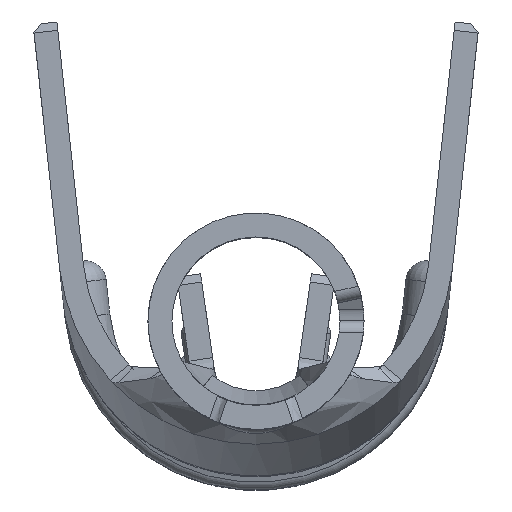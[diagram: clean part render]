
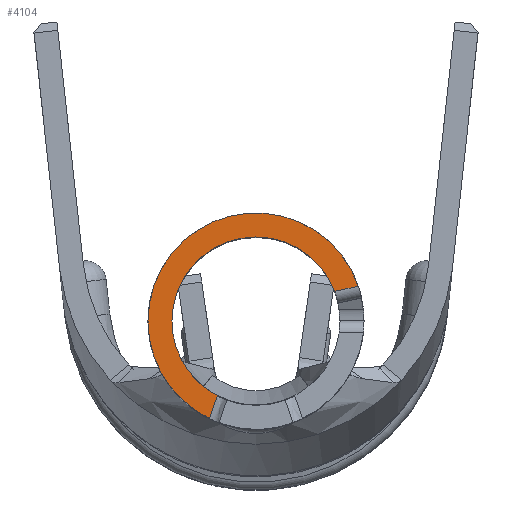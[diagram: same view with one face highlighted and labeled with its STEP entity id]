
A CAD part, top view. The second image highlights one B-rep face of the part: STEP entity #4104.
In plain terms, the highlighted planar face has unit normal (0, 0, 1).
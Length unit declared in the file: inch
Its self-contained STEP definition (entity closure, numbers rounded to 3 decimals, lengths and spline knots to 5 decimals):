
#193 = CARTESIAN_POINT ( 'NONE',  ( -0.03448, -0.06871, 0.13 ) ) ;
#218 = EDGE_LOOP ( 'NONE', ( #3385, #535, #6746, #6853, #2527, #1114, #5757 ) ) ;
#294 = CARTESIAN_POINT ( 'NONE',  ( 0.08522, 0.02893, 0.13 ) ) ;
#316 = CARTESIAN_POINT ( 'NONE',  ( -0.02333, -0.066, 0.13 ) ) ;
#358 = CARTESIAN_POINT ( 'NONE',  ( 0., 0., 0.13 ) ) ;
#448 = VERTEX_POINT ( 'NONE', #7870 ) ;
#487 = CARTESIAN_POINT ( 'NONE',  ( -0.02636, -0.06493, 0.13 ) ) ;
#535 = ORIENTED_EDGE ( 'NONE', *, *, #6807, .T. ) ;
#666 = CARTESIAN_POINT ( 'NONE',  ( -0.03884, -0.08119, 0.13 ) ) ;
#675 = AXIS2_PLACEMENT_3D ( 'NONE', #4300, #6809, #1382 ) ;
#847 = CARTESIAN_POINT ( 'NONE',  ( -0.03631, -0.07396, 0.13 ) ) ;
#1114 = ORIENTED_EDGE ( 'NONE', *, *, #7789, .F. ) ;
#1148 = EDGE_CURVE ( 'NONE', #5324, #7073, #3359, .T. ) ;
#1382 = DIRECTION ( 'NONE',  ( 1., 0., 0. ) ) ;
#1509 = CARTESIAN_POINT ( 'NONE',  ( -0.03796, -0.07868, 0.13 ) ) ;
#1575 = EDGE_CURVE ( 'NONE', #4449, #5708, #5835, .T. ) ;
#1742 = EDGE_CURVE ( 'NONE', #5695, #5324, #2107, .T. ) ;
#1977 = DIRECTION ( 'NONE',  ( 0.977, 0.214, 0. ) ) ;
#2031 = DIRECTION ( 'NONE',  ( 1., 0., 0. ) ) ;
#2086 = CARTESIAN_POINT ( 'NONE',  ( 0.08577, 0.02905, 0.13 ) ) ;
#2087 = CARTESIAN_POINT ( 'NONE',  ( 0., 0., 0.13 ) ) ;
#2107 = LINE ( 'NONE', #2086, #5975 ) ;
#2227 = CARTESIAN_POINT ( 'NONE',  ( -0.03242, -0.06278, 0.13 ) ) ;
#2344 = AXIS2_PLACEMENT_3D ( 'NONE', #6622, #6619, #6580 ) ;
#2527 = ORIENTED_EDGE ( 'NONE', *, *, #1575, .F. ) ;
#2816 = CARTESIAN_POINT ( 'NONE',  ( -0.03387, -0.06695, 0.13 ) ) ;
#2976 = DIRECTION ( 'NONE',  ( 0., 0., 1. ) ) ;
#3099 = CARTESIAN_POINT ( 'NONE',  ( -0.02333, -0.066, 0.13 ) ) ;
#3105 = B_SPLINE_CURVE_WITH_KNOTS ( 'NONE', 3,
 ( #4412, #6945, #1509, #3923, #6301, #847, #3418, #5665, #193, #2816, #5010, #7631, #2227 ),
 .UNSPECIFIED., .F., .F.,
 ( 4, 3, 3, 3, 4 ),
 ( 0., 0.0001, 0.00024, 0.00038, 0.0005 ),
 .UNSPECIFIED. ) ;
#3260 = CARTESIAN_POINT ( 'NONE',  ( -0.09, 0., 0.13 ) ) ;
#3359 = CIRCLE ( 'NONE', #2344, 0.09 ) ;
#3385 = ORIENTED_EDGE ( 'NONE', *, *, #1148, .T. ) ;
#3418 = CARTESIAN_POINT ( 'NONE',  ( -0.03571, -0.07223, 0.13 ) ) ;
#3505 = CIRCLE ( 'NONE', #6842, 0.09 ) ;
#3531 = CARTESIAN_POINT ( 'NONE',  ( 0.06553, 0.02461, 0.13 ) ) ;
#3611 = EDGE_CURVE ( 'NONE', #6005, #448, #3105, .T. ) ;
#3670 = CARTESIAN_POINT ( 'NONE',  ( -0.03242, -0.06278, 0.13 ) ) ;
#3744 = CARTESIAN_POINT ( 'NONE',  ( -0.07, 0., 0.13 ) ) ;
#3923 = CARTESIAN_POINT ( 'NONE',  ( -0.03752, -0.07742, 0.13 ) ) ;
#4104 = ADVANCED_FACE ( 'NONE', ( #4874 ), #7473, .T. ) ;
#4300 = CARTESIAN_POINT ( 'NONE',  ( 0., 0., 0.13 ) ) ;
#4328 = DIRECTION ( 'NONE',  ( 0., 0., 1. ) ) ;
#4412 = CARTESIAN_POINT ( 'NONE',  ( -0.03884, -0.08119, 0.13 ) ) ;
#4449 = VERTEX_POINT ( 'NONE', #3744 ) ;
#4834 = DIRECTION ( 'NONE',  ( 0., 0., 1. ) ) ;
#4874 = FACE_OUTER_BOUND ( 'NONE', #218, .T. ) ;
#5010 = CARTESIAN_POINT ( 'NONE',  ( -0.03339, -0.06556, 0.13 ) ) ;
#5048 = CIRCLE ( 'NONE', #675, 0.07 ) ;
#5168 = DIRECTION ( 'NONE',  ( 1., 0., 0. ) ) ;
#5324 = VERTEX_POINT ( 'NONE', #294 ) ;
#5665 = CARTESIAN_POINT ( 'NONE',  ( -0.0351, -0.07047, 0.13 ) ) ;
#5695 = VERTEX_POINT ( 'NONE', #3531 ) ;
#5708 = VERTEX_POINT ( 'NONE', #316 ) ;
#5757 = ORIENTED_EDGE ( 'NONE', *, *, #1742, .T. ) ;
#5823 = AXIS2_PLACEMENT_3D ( 'NONE', #2087, #4328, #6844 ) ;
#5835 = CIRCLE ( 'NONE', #8023, 0.07 ) ;
#5957 = CARTESIAN_POINT ( 'NONE',  ( -0.02939, -0.06386, 0.13 ) ) ;
#5975 = VECTOR ( 'NONE', #1977, 39.37008 ) ;
#6005 = VERTEX_POINT ( 'NONE', #666 ) ;
#6301 = CARTESIAN_POINT ( 'NONE',  ( -0.03692, -0.07569, 0.13 ) ) ;
#6580 = DIRECTION ( 'NONE',  ( 1., 0., 0. ) ) ;
#6619 = DIRECTION ( 'NONE',  ( 0., 0., 1. ) ) ;
#6622 = CARTESIAN_POINT ( 'NONE',  ( 0., 0., 0.13 ) ) ;
#6746 = ORIENTED_EDGE ( 'NONE', *, *, #3611, .T. ) ;
#6778 = B_SPLINE_CURVE_WITH_KNOTS ( 'NONE', 3,
 ( #3670, #5957, #487, #3099 ),
 .UNSPECIFIED., .F., .F.,
 ( 4, 4 ),
 ( 0., 0.00024 ),
 .UNSPECIFIED. ) ;
#6807 = EDGE_CURVE ( 'NONE', #7073, #6005, #3505, .T. ) ;
#6809 = DIRECTION ( 'NONE',  ( 0., 0., 1. ) ) ;
#6841 = CARTESIAN_POINT ( 'NONE',  ( 0., 0., 0.13 ) ) ;
#6842 = AXIS2_PLACEMENT_3D ( 'NONE', #358, #2976, #5168 ) ;
#6844 = DIRECTION ( 'NONE',  ( 1., 0., 0. ) ) ;
#6853 = ORIENTED_EDGE ( 'NONE', *, *, #6881, .T. ) ;
#6881 = EDGE_CURVE ( 'NONE', #448, #5708, #6778, .T. ) ;
#6945 = CARTESIAN_POINT ( 'NONE',  ( -0.0384, -0.07993, 0.13 ) ) ;
#7073 = VERTEX_POINT ( 'NONE', #3260 ) ;
#7473 = PLANE ( 'NONE',  #5823 ) ;
#7631 = CARTESIAN_POINT ( 'NONE',  ( -0.0329, -0.06417, 0.13 ) ) ;
#7789 = EDGE_CURVE ( 'NONE', #5695, #4449, #5048, .T. ) ;
#7870 = CARTESIAN_POINT ( 'NONE',  ( -0.03242, -0.06278, 0.13 ) ) ;
#8023 = AXIS2_PLACEMENT_3D ( 'NONE', #6841, #4834, #2031 ) ;
